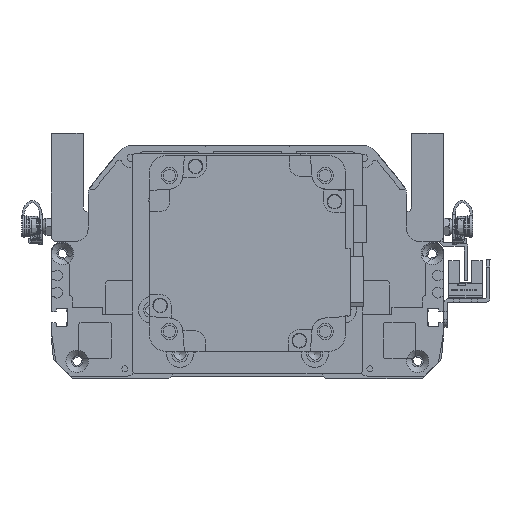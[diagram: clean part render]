
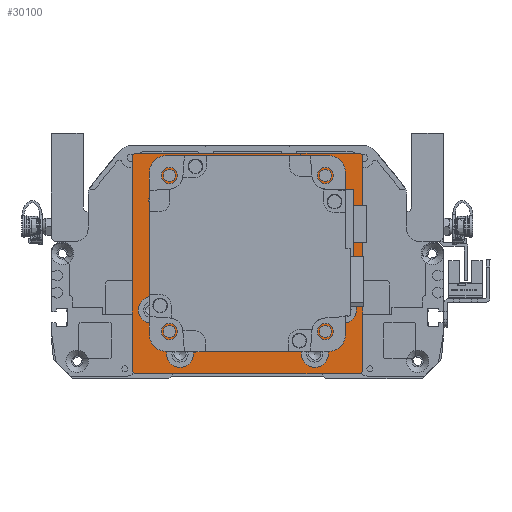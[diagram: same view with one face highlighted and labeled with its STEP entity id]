
A CAD part, front view. The second image highlights one B-rep face of the part: STEP entity #30100.
In plain terms, the highlighted face is planar.
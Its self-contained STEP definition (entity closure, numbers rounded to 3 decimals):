
#559=FACE_BOUND('',#6495,.T.);
#560=FACE_BOUND('',#6496,.T.);
#561=FACE_BOUND('',#6497,.T.);
#562=FACE_BOUND('',#6498,.T.);
#563=FACE_BOUND('',#6499,.T.);
#564=FACE_BOUND('',#6500,.T.);
#565=FACE_BOUND('',#6501,.T.);
#566=FACE_BOUND('',#6502,.T.);
#567=FACE_BOUND('',#6503,.T.);
#2049=PLANE('',#33430);
#4640=FACE_OUTER_BOUND('',#6494,.T.);
#6494=EDGE_LOOP('',(#27419,#27420,#27421,#27422,#27423,#27424,#27425,#27426));
#6495=EDGE_LOOP('',(#27427));
#6496=EDGE_LOOP('',(#27428));
#6497=EDGE_LOOP('',(#27429));
#6498=EDGE_LOOP('',(#27430));
#6499=EDGE_LOOP('',(#27431));
#6500=EDGE_LOOP('',(#27432));
#6501=EDGE_LOOP('',(#27433));
#6502=EDGE_LOOP('',(#27434));
#6503=EDGE_LOOP('',(#27435));
#8824=LINE('',#53039,#11177);
#8826=LINE('',#53043,#11179);
#8829=LINE('',#53049,#11182);
#8830=LINE('',#53051,#11183);
#8831=LINE('',#53053,#11184);
#8832=LINE('',#53055,#11185);
#8833=LINE('',#53057,#11186);
#8834=LINE('',#53058,#11187);
#11177=VECTOR('',#41243,10.);
#11179=VECTOR('',#41247,10.);
#11182=VECTOR('',#41252,10.);
#11183=VECTOR('',#41253,10.);
#11184=VECTOR('',#41254,10.);
#11185=VECTOR('',#41255,10.);
#11186=VECTOR('',#41256,10.);
#11187=VECTOR('',#41257,10.);
#12764=CIRCLE('',#33431,35.);
#12765=CIRCLE('',#33432,2.459);
#12766=CIRCLE('',#33433,2.459);
#12767=CIRCLE('',#33434,2.459);
#12768=CIRCLE('',#33435,2.459);
#12769=CIRCLE('',#33436,5.5);
#12770=CIRCLE('',#33437,5.5);
#12771=CIRCLE('',#33438,5.5);
#12772=CIRCLE('',#33439,5.5);
#15418=VERTEX_POINT('',#53036);
#15419=VERTEX_POINT('',#53038);
#15420=VERTEX_POINT('',#53042);
#15422=VERTEX_POINT('',#53048);
#15423=VERTEX_POINT('',#53050);
#15424=VERTEX_POINT('',#53052);
#15425=VERTEX_POINT('',#53054);
#15426=VERTEX_POINT('',#53056);
#15427=VERTEX_POINT('',#53059);
#15428=VERTEX_POINT('',#53061);
#15429=VERTEX_POINT('',#53063);
#15430=VERTEX_POINT('',#53065);
#15431=VERTEX_POINT('',#53067);
#15432=VERTEX_POINT('',#53069);
#15433=VERTEX_POINT('',#53071);
#15434=VERTEX_POINT('',#53073);
#15435=VERTEX_POINT('',#53075);
#19482=EDGE_CURVE('',#15418,#15419,#8824,.T.);
#19484=EDGE_CURVE('',#15420,#15419,#8826,.T.);
#19487=EDGE_CURVE('',#15418,#15422,#8829,.T.);
#19488=EDGE_CURVE('',#15423,#15422,#8830,.T.);
#19489=EDGE_CURVE('',#15423,#15424,#8831,.T.);
#19490=EDGE_CURVE('',#15425,#15424,#8832,.T.);
#19491=EDGE_CURVE('',#15425,#15426,#8833,.T.);
#19492=EDGE_CURVE('',#15420,#15426,#8834,.T.);
#19493=EDGE_CURVE('',#15427,#15427,#12764,.T.);
#19494=EDGE_CURVE('',#15428,#15428,#12765,.T.);
#19495=EDGE_CURVE('',#15429,#15429,#12766,.T.);
#19496=EDGE_CURVE('',#15430,#15430,#12767,.T.);
#19497=EDGE_CURVE('',#15431,#15431,#12768,.T.);
#19498=EDGE_CURVE('',#15432,#15432,#12769,.T.);
#19499=EDGE_CURVE('',#15433,#15433,#12770,.T.);
#19500=EDGE_CURVE('',#15434,#15434,#12771,.T.);
#19501=EDGE_CURVE('',#15435,#15435,#12772,.T.);
#27419=ORIENTED_EDGE('',*,*,#19482,.F.);
#27420=ORIENTED_EDGE('',*,*,#19487,.T.);
#27421=ORIENTED_EDGE('',*,*,#19488,.F.);
#27422=ORIENTED_EDGE('',*,*,#19489,.T.);
#27423=ORIENTED_EDGE('',*,*,#19490,.F.);
#27424=ORIENTED_EDGE('',*,*,#19491,.T.);
#27425=ORIENTED_EDGE('',*,*,#19492,.F.);
#27426=ORIENTED_EDGE('',*,*,#19484,.T.);
#27427=ORIENTED_EDGE('',*,*,#19493,.T.);
#27428=ORIENTED_EDGE('',*,*,#19494,.T.);
#27429=ORIENTED_EDGE('',*,*,#19495,.T.);
#27430=ORIENTED_EDGE('',*,*,#19496,.T.);
#27431=ORIENTED_EDGE('',*,*,#19497,.T.);
#27432=ORIENTED_EDGE('',*,*,#19498,.T.);
#27433=ORIENTED_EDGE('',*,*,#19499,.T.);
#27434=ORIENTED_EDGE('',*,*,#19500,.T.);
#27435=ORIENTED_EDGE('',*,*,#19501,.T.);
#30100=ADVANCED_FACE('',(#4640,#559,#560,#561,#562,#563,#564,#565,#566,
#567),#2049,.T.);
#33430=AXIS2_PLACEMENT_3D('',#53047,#41250,#41251);
#33431=AXIS2_PLACEMENT_3D('',#53060,#41258,#41259);
#33432=AXIS2_PLACEMENT_3D('',#53062,#41260,#41261);
#33433=AXIS2_PLACEMENT_3D('',#53064,#41262,#41263);
#33434=AXIS2_PLACEMENT_3D('',#53066,#41264,#41265);
#33435=AXIS2_PLACEMENT_3D('',#53068,#41266,#41267);
#33436=AXIS2_PLACEMENT_3D('',#53070,#41268,#41269);
#33437=AXIS2_PLACEMENT_3D('',#53072,#41270,#41271);
#33438=AXIS2_PLACEMENT_3D('',#53074,#41272,#41273);
#33439=AXIS2_PLACEMENT_3D('',#53076,#41274,#41275);
#41243=DIRECTION('',(0.707,0.707,0.));
#41247=DIRECTION('',(-1.,0.,0.));
#41250=DIRECTION('center_axis',(0.,0.,1.));
#41251=DIRECTION('ref_axis',(1.,0.,0.));
#41252=DIRECTION('',(0.,-1.,0.));
#41253=DIRECTION('',(-0.707,0.707,0.));
#41254=DIRECTION('',(1.,0.,0.));
#41255=DIRECTION('',(-0.707,-0.707,0.));
#41256=DIRECTION('',(0.,1.,0.));
#41257=DIRECTION('',(0.707,-0.707,0.));
#41258=DIRECTION('center_axis',(0.,0.,-1.));
#41259=DIRECTION('ref_axis',(1.,0.,0.));
#41260=DIRECTION('center_axis',(0.,0.,-1.));
#41261=DIRECTION('ref_axis',(1.,0.,0.));
#41262=DIRECTION('center_axis',(0.,0.,-1.));
#41263=DIRECTION('ref_axis',(1.,0.,0.));
#41264=DIRECTION('center_axis',(0.,0.,-1.));
#41265=DIRECTION('ref_axis',(1.,0.,0.));
#41266=DIRECTION('center_axis',(0.,0.,-1.));
#41267=DIRECTION('ref_axis',(1.,0.,0.));
#41268=DIRECTION('center_axis',(0.,0.,-1.));
#41269=DIRECTION('ref_axis',(1.,0.,0.));
#41270=DIRECTION('center_axis',(0.,0.,-1.));
#41271=DIRECTION('ref_axis',(1.,0.,0.));
#41272=DIRECTION('center_axis',(0.,0.,-1.));
#41273=DIRECTION('ref_axis',(1.,0.,0.));
#41274=DIRECTION('center_axis',(0.,0.,-1.));
#41275=DIRECTION('ref_axis',(1.,0.,0.));
#53036=CARTESIAN_POINT('',(-47.,44.5,76.));
#53038=CARTESIAN_POINT('',(-46.,45.5,76.));
#53039=CARTESIAN_POINT('',(-46.125,45.375,76.));
#53042=CARTESIAN_POINT('',(46.,45.5,76.));
#53043=CARTESIAN_POINT('',(47.,45.5,76.));
#53047=CARTESIAN_POINT('Origin',(0.,0.,
76.));
#53048=CARTESIAN_POINT('',(-47.,-43.5,76.));
#53049=CARTESIAN_POINT('',(-47.,44.5,76.));
#53050=CARTESIAN_POINT('',(-46.,-44.5,76.));
#53051=CARTESIAN_POINT('',(-45.875,-44.625,76.));
#53052=CARTESIAN_POINT('',(46.,-44.5,76.));
#53053=CARTESIAN_POINT('',(-47.,-44.5,76.));
#53054=CARTESIAN_POINT('',(47.,-43.5,76.));
#53055=CARTESIAN_POINT('',(45.875,-44.625,76.));
#53056=CARTESIAN_POINT('',(47.,44.5,76.));
#53057=CARTESIAN_POINT('',(47.,-44.5,76.));
#53058=CARTESIAN_POINT('',(46.125,45.375,76.));
#53059=CARTESIAN_POINT('',(-35.,4.5,76.));
#53060=CARTESIAN_POINT('Origin',(0.,4.5,76.));
#53061=CARTESIAN_POINT('',(29.361,-27.32,76.));
#53062=CARTESIAN_POINT('Origin',(31.82,-27.32,76.));
#53063=CARTESIAN_POINT('',(29.361,36.32,76.));
#53064=CARTESIAN_POINT('Origin',(31.82,36.32,76.));
#53065=CARTESIAN_POINT('',(-34.278,36.32,76.));
#53066=CARTESIAN_POINT('Origin',(-31.82,36.32,76.));
#53067=CARTESIAN_POINT('',(-34.278,-27.32,76.));
#53068=CARTESIAN_POINT('Origin',(-31.82,-27.32,76.));
#53069=CARTESIAN_POINT('',(-44.5,-18.5,76.));
#53070=CARTESIAN_POINT('Origin',(-39.,-18.5,76.));
#53071=CARTESIAN_POINT('',(33.5,-18.5,76.));
#53072=CARTESIAN_POINT('Origin',(39.,-18.5,76.));
#53073=CARTESIAN_POINT('',(22.,-36.5,76.));
#53074=CARTESIAN_POINT('Origin',(27.5,-36.5,76.));
#53075=CARTESIAN_POINT('',(-33.,-36.5,76.));
#53076=CARTESIAN_POINT('Origin',(-27.5,-36.5,76.));
